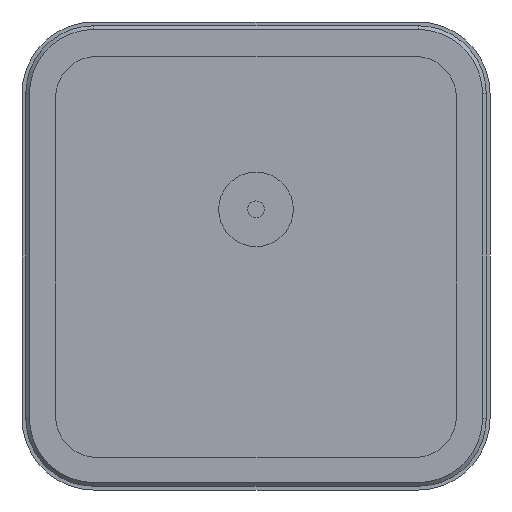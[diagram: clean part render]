
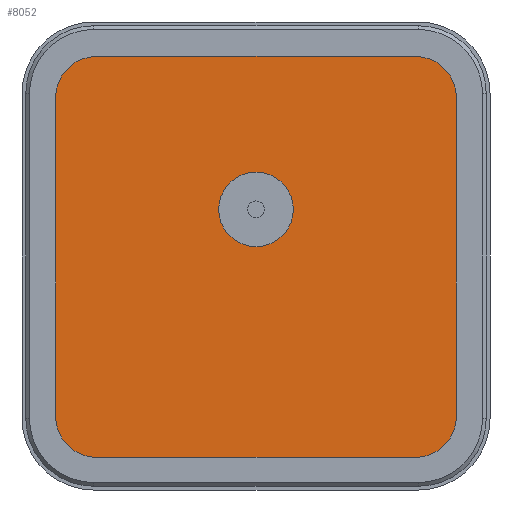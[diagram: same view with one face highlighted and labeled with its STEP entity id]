
A CAD part, front view. The second image highlights one B-rep face of the part: STEP entity #8052.
In plain terms, the highlighted planar face has unit normal (0, -1, 0).
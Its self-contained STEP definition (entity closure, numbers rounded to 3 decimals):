
#1 = DIRECTION ( 'NONE',  ( 0., -1., 0. ) ) ;
#302 = VECTOR ( 'NONE', #9440, 1000. ) ;
#343 = EDGE_LOOP ( 'NONE', ( #18476, #4034 ) ) ;
#501 = ORIENTED_EDGE ( 'NONE', *, *, #13058, .F. ) ;
#576 = DIRECTION ( 'NONE',  ( 0., 0., -1. ) ) ;
#583 = VECTOR ( 'NONE', #19627, 1000. ) ;
#790 = CARTESIAN_POINT ( 'NONE',  ( -10.75, -2.12, 8.5 ) ) ;
#1121 = CARTESIAN_POINT ( 'NONE',  ( 8.55, -2.12, 10.7 ) ) ;
#1331 = ORIENTED_EDGE ( 'NONE', *, *, #19457, .F. ) ;
#1425 = LINE ( 'NONE', #15482, #302 ) ;
#1725 = EDGE_CURVE ( 'NONE', #11476, #5708, #6906, .T. ) ;
#1819 = EDGE_CURVE ( 'NONE', #6386, #6335, #6573, .T. ) ;
#2093 = DIRECTION ( 'NONE',  ( -1., 0., 0. ) ) ;
#2139 = DIRECTION ( 'NONE',  ( 0., -1., 0. ) ) ;
#2180 = FACE_OUTER_BOUND ( 'NONE', #19078, .T. ) ;
#2294 = PLANE ( 'NONE',  #15955 ) ;
#2875 = CARTESIAN_POINT ( 'NONE',  ( 10.75, -2.12, 8.5 ) ) ;
#3122 = ORIENTED_EDGE ( 'NONE', *, *, #15338, .T. ) ;
#3586 = DIRECTION ( 'NONE',  ( 0., 0., -1. ) ) ;
#3892 = DIRECTION ( 'NONE',  ( 0., -1., 0. ) ) ;
#4034 = ORIENTED_EDGE ( 'NONE', *, *, #16961, .F. ) ;
#4583 = AXIS2_PLACEMENT_3D ( 'NONE', #6576, #8040, #6686 ) ;
#4849 = CARTESIAN_POINT ( 'NONE',  ( 8.55, -2.12, -10.8 ) ) ;
#5147 = CARTESIAN_POINT ( 'NONE',  ( -8.55, -2.12, 10.7 ) ) ;
#5422 = VECTOR ( 'NONE', #2093, 1000. ) ;
#5502 = FACE_BOUND ( 'NONE', #343, .T. ) ;
#5564 = AXIS2_PLACEMENT_3D ( 'NONE', #17733, #16156, #17814 ) ;
#5708 = VERTEX_POINT ( 'NONE', #9540 ) ;
#5802 = VERTEX_POINT ( 'NONE', #790 ) ;
#6010 = CARTESIAN_POINT ( 'NONE',  ( 10.75, -2.12, -8.6 ) ) ;
#6096 = DIRECTION ( 'NONE',  ( 0., 0., 1. ) ) ;
#6335 = VERTEX_POINT ( 'NONE', #1121 ) ;
#6386 = VERTEX_POINT ( 'NONE', #2875 ) ;
#6459 = EDGE_CURVE ( 'NONE', #19853, #6335, #6820, .T. ) ;
#6573 = CIRCLE ( 'NONE', #5564, 2.2 ) ;
#6576 = CARTESIAN_POINT ( 'NONE',  ( 0., -2.12, 2.5 ) ) ;
#6686 = DIRECTION ( 'NONE',  ( 0., 0., -1. ) ) ;
#6820 = LINE ( 'NONE', #11636, #583 ) ;
#6873 = ORIENTED_EDGE ( 'NONE', *, *, #6459, .F. ) ;
#6906 = CIRCLE ( 'NONE', #4583, 2. ) ;
#7661 = AXIS2_PLACEMENT_3D ( 'NONE', #14649, #2139, #10447 ) ;
#7776 = ORIENTED_EDGE ( 'NONE', *, *, #1819, .T. ) ;
#8040 = DIRECTION ( 'NONE',  ( 0., -1., 0. ) ) ;
#8052 = ADVANCED_FACE ( 'NONE', ( #5502, #2180 ), #2294, .T. ) ;
#8216 = DIRECTION ( 'NONE',  ( 0., 0., -1. ) ) ;
#8636 = CIRCLE ( 'NONE', #7661, 2.2 ) ;
#9440 = DIRECTION ( 'NONE',  ( 0., 0., -1. ) ) ;
#9540 = CARTESIAN_POINT ( 'NONE',  ( 0., -2.12, 0.5 ) ) ;
#10447 = DIRECTION ( 'NONE',  ( 0., 0., -1. ) ) ;
#11476 = VERTEX_POINT ( 'NONE', #16654 ) ;
#11636 = CARTESIAN_POINT ( 'NONE',  ( 0., -2.12, 10.7 ) ) ;
#12035 = CIRCLE ( 'NONE', #15366, 2.2 ) ;
#12658 = LINE ( 'NONE', #20234, #19260 ) ;
#12671 = CIRCLE ( 'NONE', #16648, 2. ) ;
#12731 = VERTEX_POINT ( 'NONE', #6010 ) ;
#12782 = EDGE_CURVE ( 'NONE', #6386, #12731, #1425, .T. ) ;
#12796 = DIRECTION ( 'NONE',  ( 0., 0., -1. ) ) ;
#12872 = CARTESIAN_POINT ( 'NONE',  ( -8.55, -2.12, -8.6 ) ) ;
#12898 = EDGE_CURVE ( 'NONE', #19785, #14763, #13278, .T. ) ;
#13058 = EDGE_CURVE ( 'NONE', #19785, #5802, #12658, .T. ) ;
#13278 = CIRCLE ( 'NONE', #14952, 2.2 ) ;
#13391 = CARTESIAN_POINT ( 'NONE',  ( -10.75, -2.12, -8.6 ) ) ;
#14649 = CARTESIAN_POINT ( 'NONE',  ( -8.55, -2.12, 8.5 ) ) ;
#14763 = VERTEX_POINT ( 'NONE', #19023 ) ;
#14952 = AXIS2_PLACEMENT_3D ( 'NONE', #12872, #17676, #3586 ) ;
#15112 = LINE ( 'NONE', #15204, #5422 ) ;
#15204 = CARTESIAN_POINT ( 'NONE',  ( 0., -2.12, -10.8 ) ) ;
#15338 = EDGE_CURVE ( 'NONE', #19853, #5802, #8636, .T. ) ;
#15366 = AXIS2_PLACEMENT_3D ( 'NONE', #19726, #3892, #576 ) ;
#15482 = CARTESIAN_POINT ( 'NONE',  ( 10.75, -2.12, 0. ) ) ;
#15955 = AXIS2_PLACEMENT_3D ( 'NONE', #18033, #17927, #8216 ) ;
#16156 = DIRECTION ( 'NONE',  ( 0., -1., 0. ) ) ;
#16648 = AXIS2_PLACEMENT_3D ( 'NONE', #17474, #1, #12796 ) ;
#16654 = CARTESIAN_POINT ( 'NONE',  ( 0., -2.12, 4.5 ) ) ;
#16961 = EDGE_CURVE ( 'NONE', #5708, #11476, #12671, .T. ) ;
#17474 = CARTESIAN_POINT ( 'NONE',  ( 0., -2.12, 2.5 ) ) ;
#17676 = DIRECTION ( 'NONE',  ( 0., -1., 0. ) ) ;
#17733 = CARTESIAN_POINT ( 'NONE',  ( 8.55, -2.12, 8.5 ) ) ;
#17769 = VERTEX_POINT ( 'NONE', #4849 ) ;
#17814 = DIRECTION ( 'NONE',  ( 0., 0., -1. ) ) ;
#17927 = DIRECTION ( 'NONE',  ( 0., -1., 0. ) ) ;
#18033 = CARTESIAN_POINT ( 'NONE',  ( 0., -2.12, 0. ) ) ;
#18095 = EDGE_CURVE ( 'NONE', #17769, #12731, #12035, .T. ) ;
#18476 = ORIENTED_EDGE ( 'NONE', *, *, #1725, .F. ) ;
#18833 = ORIENTED_EDGE ( 'NONE', *, *, #12782, .F. ) ;
#19023 = CARTESIAN_POINT ( 'NONE',  ( -8.55, -2.12, -10.8 ) ) ;
#19078 = EDGE_LOOP ( 'NONE', ( #6873, #3122, #501, #19843, #1331, #20015, #18833, #7776 ) ) ;
#19260 = VECTOR ( 'NONE', #6096, 1000. ) ;
#19457 = EDGE_CURVE ( 'NONE', #17769, #14763, #15112, .T. ) ;
#19627 = DIRECTION ( 'NONE',  ( 1., 0., 0. ) ) ;
#19726 = CARTESIAN_POINT ( 'NONE',  ( 8.55, -2.12, -8.6 ) ) ;
#19785 = VERTEX_POINT ( 'NONE', #13391 ) ;
#19843 = ORIENTED_EDGE ( 'NONE', *, *, #12898, .T. ) ;
#19853 = VERTEX_POINT ( 'NONE', #5147 ) ;
#20015 = ORIENTED_EDGE ( 'NONE', *, *, #18095, .T. ) ;
#20234 = CARTESIAN_POINT ( 'NONE',  ( -10.75, -2.12, 0. ) ) ;
